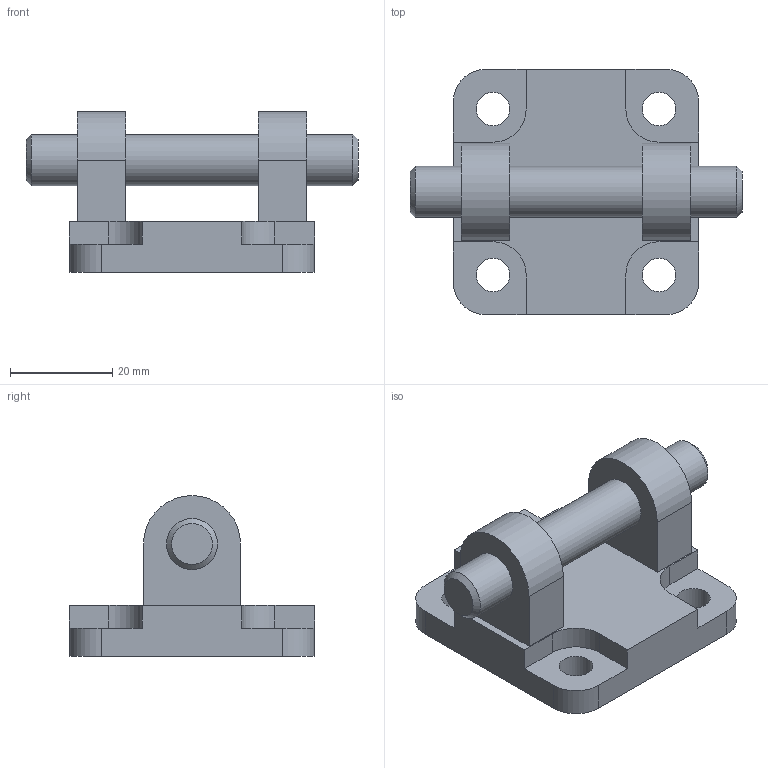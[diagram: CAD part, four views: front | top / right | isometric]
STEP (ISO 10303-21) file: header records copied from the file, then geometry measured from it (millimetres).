
FILE_DESCRIPTION( ( 'STEP AP214' ), ' ' );
FILE_NAME( 'D5032.stp', '2016-12-16T03:42:13', ( '' ), ( '' ), ' ', 'PARTsolutions', ' ' );
FILE_SCHEMA( ( 'AUTOMOTIVE_DESIGN { 1 0 10303 214 1 1 1 1 }' ) );
Length unit declared in the file: millimetre
Products named in the file (3): D5032; _D5032_BODY; _D5032_P
Assembly tree (2 placements, depth 2):
  D5032
    _D5032_BODY
    _D5032_P
Bounding box: 65 x 48 x 31.5 mm (x, y, z)
Volume: 25685.7 mm3; surface area: 11589 mm2
Topology: 2 solids, 2 shells, 49 faces, 124 edges, 82 vertices
Faces by surface type: plane 29, cylinder 18, cone 2
Full cylindrical faces by diameter (mm): 6.6 x4, 10 x3, 30 x1
Entity records: 1900 total; most frequent: DIRECTION 256, CARTESIAN_POINT 248, ORIENTED_EDGE 228, EDGE_CURVE 114, AXIS2_PLACEMENT_3D 90, VERTEX_POINT 82, LINE 76, VECTOR 76
